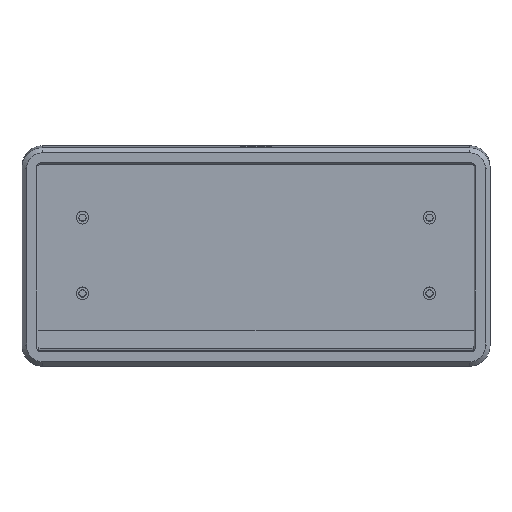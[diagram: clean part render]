
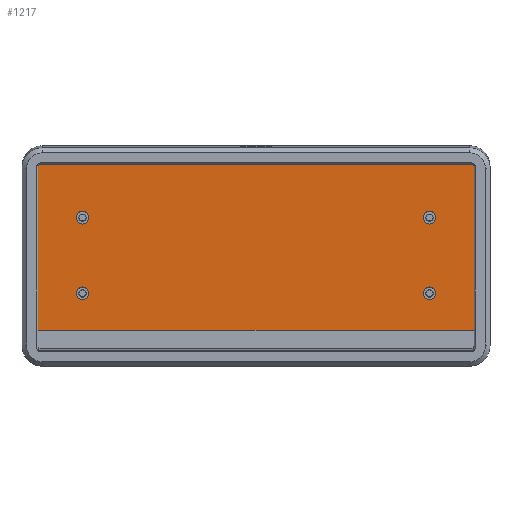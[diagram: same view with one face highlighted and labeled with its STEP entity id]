
A CAD part, top view. The second image highlights one B-rep face of the part: STEP entity #1217.
In plain terms, the highlighted planar face has unit normal (0, -0.052, 0.999).
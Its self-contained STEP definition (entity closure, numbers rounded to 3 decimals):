
#71=FACE_BOUND('',#213,.T.);
#72=FACE_BOUND('',#214,.T.);
#73=FACE_BOUND('',#215,.T.);
#74=FACE_BOUND('',#216,.T.);
#81=CIRCLE('',#1315,1.);
#82=CIRCLE('',#1316,1.);
#83=CIRCLE('',#1317,2.75);
#84=CIRCLE('',#1318,2.75);
#85=CIRCLE('',#1319,2.75);
#86=CIRCLE('',#1320,2.75);
#131=FACE_OUTER_BOUND('',#212,.T.);
#212=EDGE_LOOP('',(#827,#828,#829,#830,#831,#832,#833,#834));
#213=EDGE_LOOP('',(#835));
#214=EDGE_LOOP('',(#836));
#215=EDGE_LOOP('',(#837));
#216=EDGE_LOOP('',(#838));
#302=LINE('',#1802,#415);
#305=LINE('',#1810,#418);
#309=LINE('',#1818,#422);
#310=LINE('',#1822,#423);
#311=LINE('',#1824,#424);
#312=LINE('',#1826,#425);
#415=VECTOR('',#1440,10.);
#418=VECTOR('',#1447,10.);
#422=VECTOR('',#1453,10.);
#423=VECTOR('',#1456,10.);
#424=VECTOR('',#1457,10.);
#425=VECTOR('',#1458,10.);
#531=VERTEX_POINT('',#1799);
#532=VERTEX_POINT('',#1801);
#535=VERTEX_POINT('',#1809);
#538=VERTEX_POINT('',#1817);
#539=VERTEX_POINT('',#1819);
#540=VERTEX_POINT('',#1821);
#541=VERTEX_POINT('',#1823);
#542=VERTEX_POINT('',#1825);
#543=VERTEX_POINT('',#1828);
#544=VERTEX_POINT('',#1830);
#545=VERTEX_POINT('',#1832);
#546=VERTEX_POINT('',#1834);
#639=EDGE_CURVE('',#532,#531,#302,.T.);
#643=EDGE_CURVE('',#532,#535,#305,.T.);
#647=EDGE_CURVE('',#538,#531,#309,.T.);
#648=EDGE_CURVE('',#538,#539,#81,.T.);
#649=EDGE_CURVE('',#540,#539,#310,.T.);
#650=EDGE_CURVE('',#541,#540,#311,.T.);
#651=EDGE_CURVE('',#542,#541,#312,.T.);
#652=EDGE_CURVE('',#542,#535,#82,.T.);
#653=EDGE_CURVE('',#543,#543,#83,.T.);
#654=EDGE_CURVE('',#544,#544,#84,.T.);
#655=EDGE_CURVE('',#545,#545,#85,.T.);
#656=EDGE_CURVE('',#546,#546,#86,.T.);
#827=ORIENTED_EDGE('',*,*,#639,.T.);
#828=ORIENTED_EDGE('',*,*,#647,.F.);
#829=ORIENTED_EDGE('',*,*,#648,.T.);
#830=ORIENTED_EDGE('',*,*,#649,.F.);
#831=ORIENTED_EDGE('',*,*,#650,.F.);
#832=ORIENTED_EDGE('',*,*,#651,.F.);
#833=ORIENTED_EDGE('',*,*,#652,.T.);
#834=ORIENTED_EDGE('',*,*,#643,.F.);
#835=ORIENTED_EDGE('',*,*,#653,.T.);
#836=ORIENTED_EDGE('',*,*,#654,.T.);
#837=ORIENTED_EDGE('',*,*,#655,.T.);
#838=ORIENTED_EDGE('',*,*,#656,.T.);
#1176=PLANE('',#1314);
#1217=ADVANCED_FACE('',(#131,#71,#72,#73,#74),#1176,.F.);
#1314=AXIS2_PLACEMENT_3D('',#1816,#1451,#1452);
#1315=AXIS2_PLACEMENT_3D('',#1820,#1454,#1455);
#1316=AXIS2_PLACEMENT_3D('',#1827,#1459,#1460);
#1317=AXIS2_PLACEMENT_3D('',#1829,#1461,#1462);
#1318=AXIS2_PLACEMENT_3D('',#1831,#1463,#1464);
#1319=AXIS2_PLACEMENT_3D('',#1833,#1465,#1466);
#1320=AXIS2_PLACEMENT_3D('',#1835,#1467,#1468);
#1440=DIRECTION('',(1.,0.,0.));
#1447=DIRECTION('',(0.,0.999,0.052));
#1451=DIRECTION('center_axis',(0.,0.052,
-0.999));
#1452=DIRECTION('ref_axis',(1.,0.,0.));
#1453=DIRECTION('',(0.,-0.999,-0.052));
#1454=DIRECTION('center_axis',(0.,-0.052,
0.999));
#1455=DIRECTION('ref_axis',(0.707,0.706,0.037));
#1456=DIRECTION('',(1.,0.,0.));
#1457=DIRECTION('',(1.,0.,0.));
#1458=DIRECTION('',(1.,0.,0.));
#1459=DIRECTION('center_axis',(0.,-0.052,
0.999));
#1460=DIRECTION('ref_axis',(-0.707,0.706,0.037));
#1461=DIRECTION('center_axis',(0.,0.052,
-0.999));
#1462=DIRECTION('ref_axis',(-1.,0.,0.));
#1463=DIRECTION('center_axis',(0.,0.052,
-0.999));
#1464=DIRECTION('ref_axis',(-1.,0.,0.));
#1465=DIRECTION('center_axis',(0.,0.052,
-0.999));
#1466=DIRECTION('ref_axis',(-1.,0.,0.));
#1467=DIRECTION('center_axis',(0.,0.052,
-0.999));
#1468=DIRECTION('ref_axis',(-1.,0.,0.));
#1799=CARTESIAN_POINT('',(216.008,20.804,0.788));
#1801=CARTESIAN_POINT('',(24.508,20.804,0.788));
#1802=CARTESIAN_POINT('',(120.258,20.804,0.788));
#1809=CARTESIAN_POINT('',(24.508,93.661,4.606));
#1810=CARTESIAN_POINT('',(24.508,94.66,4.658));
#1816=CARTESIAN_POINT('Origin',(120.258,53.735,2.514));
#1817=CARTESIAN_POINT('',(216.008,93.661,4.606));
#1818=CARTESIAN_POINT('',(216.008,12.81,0.369));
#1819=CARTESIAN_POINT('',(215.008,94.66,4.658));
#1820=CARTESIAN_POINT('Origin',(215.008,93.661,4.606));
#1821=CARTESIAN_POINT('',(126.902,94.66,4.658));
#1822=CARTESIAN_POINT('',(216.008,94.66,4.658));
#1823=CARTESIAN_POINT('',(113.613,94.66,4.658));
#1824=CARTESIAN_POINT('',(216.008,94.66,4.658));
#1825=CARTESIAN_POINT('',(25.508,94.66,4.658));
#1826=CARTESIAN_POINT('',(216.008,94.66,4.658));
#1827=CARTESIAN_POINT('Origin',(25.508,93.661,4.606));
#1828=CARTESIAN_POINT('',(46.808,37.089,1.641));
#1829=CARTESIAN_POINT('Origin',(44.058,37.089,1.641));
#1830=CARTESIAN_POINT('',(199.208,70.381,3.386));
#1831=CARTESIAN_POINT('Origin',(196.458,70.381,3.386));
#1832=CARTESIAN_POINT('',(46.808,70.381,3.386));
#1833=CARTESIAN_POINT('Origin',(44.058,70.381,3.386));
#1834=CARTESIAN_POINT('',(199.208,37.089,1.641));
#1835=CARTESIAN_POINT('Origin',(196.458,37.089,1.641));
